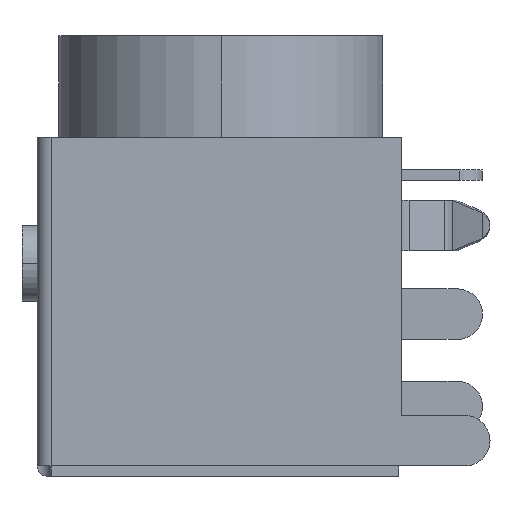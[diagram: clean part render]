
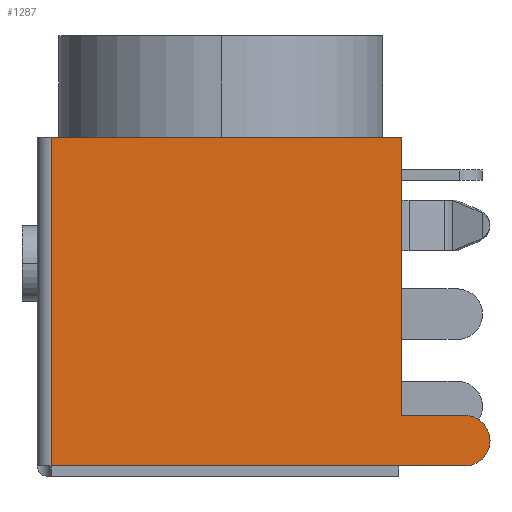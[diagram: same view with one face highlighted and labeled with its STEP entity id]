
A CAD part, left-side view. The second image highlights one B-rep face of the part: STEP entity #1287.
In plain terms, the highlighted planar face has unit normal (-1, 0, 0).
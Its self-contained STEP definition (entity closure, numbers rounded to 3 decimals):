
#5 = VECTOR ( 'NONE', #1104, 1000. ) ;
#81 = VERTEX_POINT ( 'NONE', #6031 ) ;
#85 = LINE ( 'NONE', #4698, #5 ) ;
#110 = ORIENTED_EDGE ( 'NONE', *, *, #1426, .T. ) ;
#216 = EDGE_CURVE ( 'NONE', #3178, #1995, #5629, .T. ) ;
#276 = EDGE_CURVE ( 'NONE', #354, #3178, #6200, .T. ) ;
#354 = VERTEX_POINT ( 'NONE', #5351 ) ;
#397 = DIRECTION ( 'NONE',  ( 0., 0., 1. ) ) ;
#421 = CARTESIAN_POINT ( 'NONE',  ( -0.5, 13.85, -0.01 ) ) ;
#448 = CIRCLE ( 'NONE', #1318, 1. ) ;
#453 = DIRECTION ( 'NONE',  ( 0., -1., 0. ) ) ;
#533 = CARTESIAN_POINT ( 'NONE',  ( -0.5, 0.001, -11. ) ) ;
#621 = CARTESIAN_POINT ( 'NONE',  ( -0.5, 0.001, -11. ) ) ;
#835 = CARTESIAN_POINT ( 'NONE',  ( -0.5, 0.001, -4.5 ) ) ;
#853 = VECTOR ( 'NONE', #1037, 1000. ) ;
#946 = VERTEX_POINT ( 'NONE', #533 ) ;
#1037 = DIRECTION ( 'NONE',  ( 0., 0., 1. ) ) ;
#1043 = LINE ( 'NONE', #6105, #3864 ) ;
#1104 = DIRECTION ( 'NONE',  ( 0., 0., 1. ) ) ;
#1160 = CARTESIAN_POINT ( 'NONE',  ( -0.5, 13.85, -13. ) ) ;
#1259 = DIRECTION ( 'NONE',  ( 0., 1., 0. ) ) ;
#1287 = ADVANCED_FACE ( 'NONE', ( #2521 ), #1416, .T. ) ;
#1318 = AXIS2_PLACEMENT_3D ( 'NONE', #3003, #4946, #1834 ) ;
#1416 = PLANE ( 'NONE',  #5760 ) ;
#1426 = EDGE_CURVE ( 'NONE', #4665, #1995, #85, .T. ) ;
#1510 = CARTESIAN_POINT ( 'NONE',  ( -0.5, 13.85, -34.525 ) ) ;
#1540 = LINE ( 'NONE', #1160, #6131 ) ;
#1584 = EDGE_LOOP ( 'NONE', ( #5465, #4251, #4339, #2272, #5853, #6132, #3111, #110, #1617 ) ) ;
#1617 = ORIENTED_EDGE ( 'NONE', *, *, #216, .F. ) ;
#1651 = CIRCLE ( 'NONE', #4919, 1. ) ;
#1755 = EDGE_CURVE ( 'NONE', #6238, #81, #1651, .T. ) ;
#1834 = DIRECTION ( 'NONE',  ( 0., 1., 0. ) ) ;
#1899 = EDGE_CURVE ( 'NONE', #6042, #6238, #448, .T. ) ;
#1995 = VERTEX_POINT ( 'NONE', #6623 ) ;
#2019 = CARTESIAN_POINT ( 'NONE',  ( -0.5, 0.001, -2.5 ) ) ;
#2069 = CARTESIAN_POINT ( 'NONE',  ( -0.5, 13.85, -34.525 ) ) ;
#2272 = ORIENTED_EDGE ( 'NONE', *, *, #1755, .T. ) ;
#2521 = FACE_OUTER_BOUND ( 'NONE', #1584, .T. ) ;
#2827 = DIRECTION ( 'NONE',  ( -1., 0., 0. ) ) ;
#3003 = CARTESIAN_POINT ( 'NONE',  ( -0.5, -2.5, -12. ) ) ;
#3051 = DIRECTION ( 'NONE',  ( -1., 0., 0. ) ) ;
#3087 = CARTESIAN_POINT ( 'NONE',  ( -0.5, -2.5, -13. ) ) ;
#3109 = DIRECTION ( 'NONE',  ( 0., -1., 0. ) ) ;
#3111 = ORIENTED_EDGE ( 'NONE', *, *, #3570, .F. ) ;
#3178 = VERTEX_POINT ( 'NONE', #6627 ) ;
#3246 = CARTESIAN_POINT ( 'NONE',  ( -0.5, -2.5, -12. ) ) ;
#3286 = CARTESIAN_POINT ( 'NONE',  ( -0.5, -3.5, -12. ) ) ;
#3570 = EDGE_CURVE ( 'NONE', #4665, #4955, #5103, .T. ) ;
#3680 = DIRECTION ( 'NONE',  ( 0., 0., -1. ) ) ;
#3730 = DIRECTION ( 'NONE',  ( 0., 1., 0. ) ) ;
#3864 = VECTOR ( 'NONE', #397, 1000. ) ;
#4104 = VECTOR ( 'NONE', #3730, 1000. ) ;
#4154 = DIRECTION ( 'NONE',  ( 0., -1., 0. ) ) ;
#4179 = LINE ( 'NONE', #621, #4104 ) ;
#4251 = ORIENTED_EDGE ( 'NONE', *, *, #4477, .T. ) ;
#4339 = ORIENTED_EDGE ( 'NONE', *, *, #1899, .T. ) ;
#4477 = EDGE_CURVE ( 'NONE', #354, #6042, #1540, .T. ) ;
#4665 = VERTEX_POINT ( 'NONE', #2019 ) ;
#4698 = CARTESIAN_POINT ( 'NONE',  ( -0.5, 0.001, -34.525 ) ) ;
#4919 = AXIS2_PLACEMENT_3D ( 'NONE', #3246, #2827, #1259 ) ;
#4946 = DIRECTION ( 'NONE',  ( -1., 0., 0. ) ) ;
#4955 = VERTEX_POINT ( 'NONE', #835 ) ;
#5103 = LINE ( 'NONE', #5234, #5588 ) ;
#5234 = CARTESIAN_POINT ( 'NONE',  ( -0.5, 0.001, -2.5 ) ) ;
#5319 = VECTOR ( 'NONE', #453, 1000. ) ;
#5351 = CARTESIAN_POINT ( 'NONE',  ( -0.5, 13.85, -13. ) ) ;
#5465 = ORIENTED_EDGE ( 'NONE', *, *, #276, .F. ) ;
#5507 = EDGE_CURVE ( 'NONE', #81, #946, #4179, .T. ) ;
#5588 = VECTOR ( 'NONE', #3680, 1000. ) ;
#5629 = LINE ( 'NONE', #421, #5319 ) ;
#5760 = AXIS2_PLACEMENT_3D ( 'NONE', #2069, #3051, #4154 ) ;
#5853 = ORIENTED_EDGE ( 'NONE', *, *, #5507, .T. ) ;
#6031 = CARTESIAN_POINT ( 'NONE',  ( -0.5, -2.5, -11. ) ) ;
#6042 = VERTEX_POINT ( 'NONE', #3087 ) ;
#6075 = EDGE_CURVE ( 'NONE', #946, #4955, #1043, .T. ) ;
#6105 = CARTESIAN_POINT ( 'NONE',  ( -0.5, 0.001, -34.525 ) ) ;
#6131 = VECTOR ( 'NONE', #3109, 1000. ) ;
#6132 = ORIENTED_EDGE ( 'NONE', *, *, #6075, .T. ) ;
#6200 = LINE ( 'NONE', #1510, #853 ) ;
#6238 = VERTEX_POINT ( 'NONE', #3286 ) ;
#6623 = CARTESIAN_POINT ( 'NONE',  ( -0.5, 0.001, -0.01 ) ) ;
#6627 = CARTESIAN_POINT ( 'NONE',  ( -0.5, 13.85, -0.01 ) ) ;
